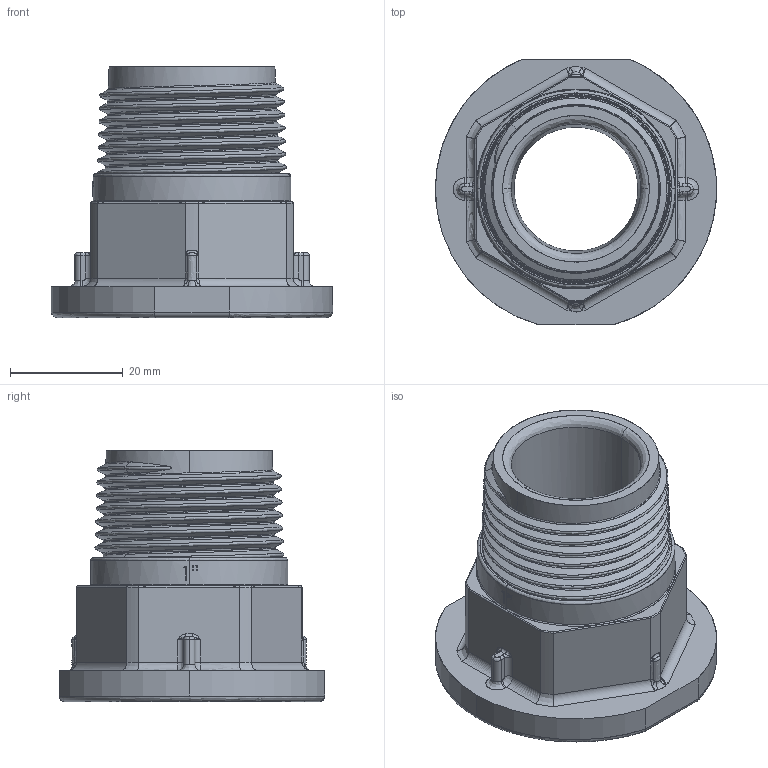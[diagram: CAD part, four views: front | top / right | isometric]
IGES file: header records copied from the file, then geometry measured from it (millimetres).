
Start section: SolidWorks IGES file using NURBS representation for surfaces
Global section: file name: 02612206100.IGS; native system: SolidWorks 2020; preprocessor: SolidWorks 2020; author: Fabio; date: 201019.095327; units: millimetre
Bounding box: 49.8 x 47 x 44.5 mm (x, y, z)
Surface area: 12152 mm2 (no closed solid volume)
Topology: 0 solids, 0 shells, 196 faces, 4484 edges, 4479 vertices
Faces by surface type: bspline 196
